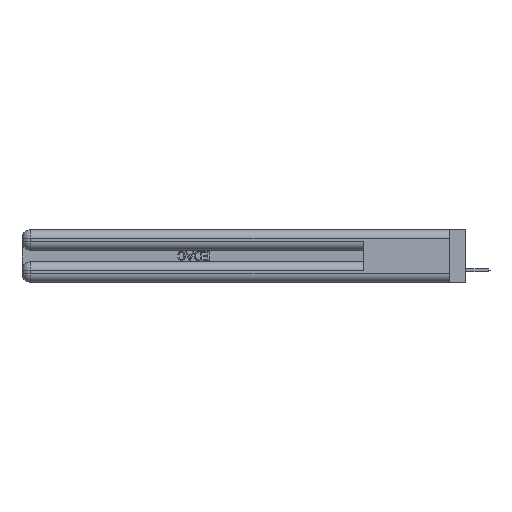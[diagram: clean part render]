
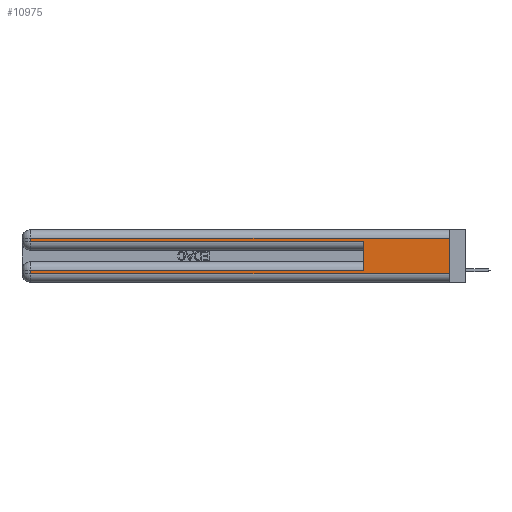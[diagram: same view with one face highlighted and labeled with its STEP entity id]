
A CAD part, left-side view. The second image highlights one B-rep face of the part: STEP entity #10975.
In plain terms, the highlighted planar face has unit normal (-1, 0, 0).
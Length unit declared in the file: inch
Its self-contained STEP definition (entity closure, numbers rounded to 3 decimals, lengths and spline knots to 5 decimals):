
#1470 = ORIENTED_EDGE ( 'NONE', *, *, #4118, .T. ) ;
#1894 = CARTESIAN_POINT ( 'NONE',  ( 0., 0.6, 0.145 ) ) ;
#1984 = VECTOR ( 'NONE', #8038, 39.37008 ) ;
#1987 = CARTESIAN_POINT ( 'NONE',  ( 0., 0., 0.31 ) ) ;
#3503 = EDGE_CURVE ( 'NONE', #14225, #34671, #23676, .T. ) ;
#4118 = EDGE_CURVE ( 'NONE', #34671, #35501, #20464, .T. ) ;
#4161 = CARTESIAN_POINT ( 'NONE',  ( 0., 2.94, 0.085 ) ) ;
#4332 = CARTESIAN_POINT ( 'NONE',  ( 0., 0., 0.37 ) ) ;
#4529 = VERTEX_POINT ( 'NONE', #4161 ) ;
#4693 = LINE ( 'NONE', #1894, #7384 ) ;
#4750 = ORIENTED_EDGE ( 'NONE', *, *, #3503, .T. ) ;
#5233 = ORIENTED_EDGE ( 'NONE', *, *, #34447, .T. ) ;
#5546 = CARTESIAN_POINT ( 'NONE',  ( 0., 2.94, 0.37 ) ) ;
#6534 = CARTESIAN_POINT ( 'NONE',  ( 0., 0.6, 0.085 ) ) ;
#7384 = VECTOR ( 'NONE', #7455, 39.37008 ) ;
#7455 = DIRECTION ( 'NONE',  ( 0., 0., 1. ) ) ;
#8038 = DIRECTION ( 'NONE',  ( 0., 0., -1. ) ) ;
#8467 = CARTESIAN_POINT ( 'NONE',  ( 0., 2.94, 0.37 ) ) ;
#8607 = EDGE_CURVE ( 'NONE', #14294, #4529, #15151, .T. ) ;
#9300 = EDGE_CURVE ( 'NONE', #14294, #35501, #4693, .T. ) ;
#9342 = VERTEX_POINT ( 'NONE', #22355 ) ;
#10632 = LINE ( 'NONE', #5546, #31543 ) ;
#10975 = ADVANCED_FACE ( 'NONE', ( #35843 ), #18464, .F. ) ;
#12092 = CARTESIAN_POINT ( 'NONE',  ( 0., 0., 0.06 ) ) ;
#12784 = EDGE_CURVE ( 'NONE', #22978, #29123, #31351, .T. ) ;
#13280 = AXIS2_PLACEMENT_3D ( 'NONE', #4332, #18827, #33189 ) ;
#14212 = DIRECTION ( 'NONE',  ( 0., -1., 0. ) ) ;
#14225 = VERTEX_POINT ( 'NONE', #24220 ) ;
#14294 = VERTEX_POINT ( 'NONE', #6534 ) ;
#14352 = DIRECTION ( 'NONE',  ( 0., 0., -1. ) ) ;
#14360 = DIRECTION ( 'NONE',  ( 0., 1., 0. ) ) ;
#14969 = CARTESIAN_POINT ( 'NONE',  ( 0., 2.94, 0.06 ) ) ;
#15151 = LINE ( 'NONE', #30971, #20579 ) ;
#16571 = LINE ( 'NONE', #19875, #1984 ) ;
#16664 = CARTESIAN_POINT ( 'NONE',  ( 0., 0., 0.285 ) ) ;
#17351 = CARTESIAN_POINT ( 'NONE',  ( 0., 0., 0.06 ) ) ;
#18464 = PLANE ( 'NONE',  #13280 ) ;
#18827 = DIRECTION ( 'NONE',  ( 1., 0., 0. ) ) ;
#19772 = CARTESIAN_POINT ( 'NONE',  ( 0., 2.94, 0.285 ) ) ;
#19875 = CARTESIAN_POINT ( 'NONE',  ( 0., 0., 0.37 ) ) ;
#20464 = LINE ( 'NONE', #16664, #35398 ) ;
#20579 = VECTOR ( 'NONE', #14360, 39.37008 ) ;
#20869 = ORIENTED_EDGE ( 'NONE', *, *, #8607, .T. ) ;
#22063 = CARTESIAN_POINT ( 'NONE',  ( 0., 0.6, 0.285 ) ) ;
#22303 = EDGE_CURVE ( 'NONE', #4529, #22978, #10632, .T. ) ;
#22355 = CARTESIAN_POINT ( 'NONE',  ( 0., 0., 0.31 ) ) ;
#22468 = DIRECTION ( 'NONE',  ( 0., -1., 0. ) ) ;
#22978 = VERTEX_POINT ( 'NONE', #14969 ) ;
#23676 = LINE ( 'NONE', #8467, #33675 ) ;
#24220 = CARTESIAN_POINT ( 'NONE',  ( 0., 2.94, 0.31 ) ) ;
#26301 = ORIENTED_EDGE ( 'NONE', *, *, #9300, .F. ) ;
#27442 = ORIENTED_EDGE ( 'NONE', *, *, #22303, .T. ) ;
#29123 = VERTEX_POINT ( 'NONE', #12092 ) ;
#30635 = EDGE_CURVE ( 'NONE', #9342, #29123, #16571, .T. ) ;
#30838 = DIRECTION ( 'NONE',  ( 0., 1., 0. ) ) ;
#30971 = CARTESIAN_POINT ( 'NONE',  ( 0., 0., 0.085 ) ) ;
#31351 = LINE ( 'NONE', #17351, #37237 ) ;
#31543 = VECTOR ( 'NONE', #37447, 39.37008 ) ;
#33189 = DIRECTION ( 'NONE',  ( 0., 0., -1. ) ) ;
#33675 = VECTOR ( 'NONE', #14352, 39.37008 ) ;
#33998 = LINE ( 'NONE', #1987, #37156 ) ;
#34208 = EDGE_LOOP ( 'NONE', ( #35189, #5233, #4750, #1470, #26301, #20869, #27442, #34781 ) ) ;
#34447 = EDGE_CURVE ( 'NONE', #9342, #14225, #33998, .T. ) ;
#34671 = VERTEX_POINT ( 'NONE', #19772 ) ;
#34781 = ORIENTED_EDGE ( 'NONE', *, *, #12784, .T. ) ;
#35189 = ORIENTED_EDGE ( 'NONE', *, *, #30635, .F. ) ;
#35398 = VECTOR ( 'NONE', #22468, 39.37008 ) ;
#35501 = VERTEX_POINT ( 'NONE', #22063 ) ;
#35843 = FACE_OUTER_BOUND ( 'NONE', #34208, .T. ) ;
#37156 = VECTOR ( 'NONE', #30838, 39.37008 ) ;
#37237 = VECTOR ( 'NONE', #14212, 39.37008 ) ;
#37447 = DIRECTION ( 'NONE',  ( 0., 0., -1. ) ) ;
